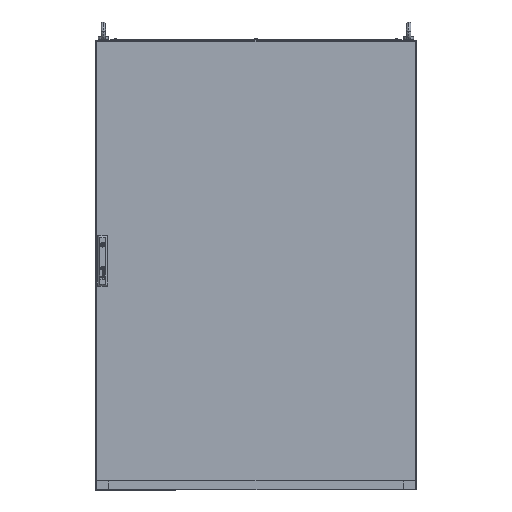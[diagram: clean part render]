
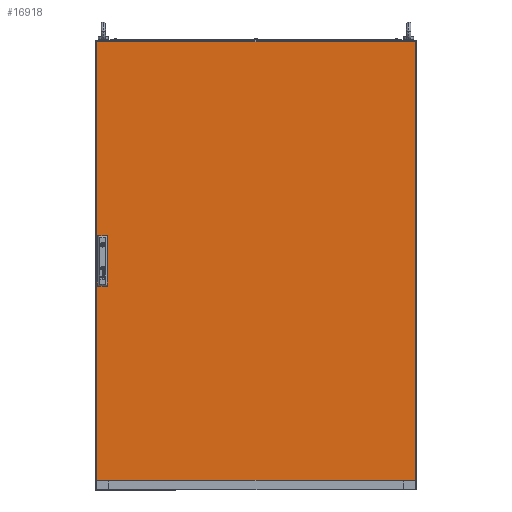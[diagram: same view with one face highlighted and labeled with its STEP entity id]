
A CAD part, top view. The second image highlights one B-rep face of the part: STEP entity #16918.
In plain terms, the highlighted planar face has unit normal (0, 0, 1).
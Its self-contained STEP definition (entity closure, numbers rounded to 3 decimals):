
#6843 = CARTESIAN_POINT ( 'NONE',  ( -497., 697., 0. ) ) ;
#8481 = ORIENTED_EDGE ( 'NONE', *, *, #84094, .F. ) ;
#9385 = LINE ( 'NONE', #150128, #79077 ) ;
#10858 = VERTEX_POINT ( 'NONE', #130156 ) ;
#11418 = EDGE_CURVE ( 'NONE', #24867, #16030, #108521, .T. ) ;
#14841 = VERTEX_POINT ( 'NONE', #53696 ) ;
#15072 = ORIENTED_EDGE ( 'NONE', *, *, #11418, .T. ) ;
#15301 = FACE_BOUND ( 'NONE', #113539, .T. ) ;
#16030 = VERTEX_POINT ( 'NONE', #31080 ) ;
#16040 = EDGE_CURVE ( 'NONE', #120871, #108273, #157666, .T. ) ;
#16440 = VECTOR ( 'NONE', #145986, 1000. ) ;
#16617 = EDGE_CURVE ( 'NONE', #165514, #106889, #46273, .T. ) ;
#16918 = ADVANCED_FACE ( 'NONE', ( #53701, #15301, #66308 ), #104885, .T. ) ;
#18737 = CARTESIAN_POINT ( 'NONE',  ( -465.7, 38.5, 0. ) ) ;
#19348 = AXIS2_PLACEMENT_3D ( 'NONE', #156041, #28628, #79783 ) ;
#23168 = CARTESIAN_POINT ( 'NONE',  ( -465.7, 88.5, 0. ) ) ;
#23392 = DIRECTION ( 'NONE',  ( -1., 0., 0. ) ) ;
#23686 = CARTESIAN_POINT ( 'NONE',  ( -465.7, -11.5, 0. ) ) ;
#24867 = VERTEX_POINT ( 'NONE', #27929 ) ;
#25703 = EDGE_CURVE ( 'NONE', #10858, #121537, #111803, .T. ) ;
#27929 = CARTESIAN_POINT ( 'NONE',  ( 497., -670., 0. ) ) ;
#28078 = LINE ( 'NONE', #106800, #73416 ) ;
#28628 = DIRECTION ( 'NONE',  ( 0., 0., 1. ) ) ;
#30846 = VECTOR ( 'NONE', #119432, 1000. ) ;
#31080 = CARTESIAN_POINT ( 'NONE',  ( 497., 697., 0. ) ) ;
#34891 = EDGE_CURVE ( 'NONE', #108273, #153308, #37624, .T. ) ;
#36829 = DIRECTION ( 'NONE',  ( 0., -1., 0. ) ) ;
#37624 = LINE ( 'NONE', #76227, #99896 ) ;
#38410 = LINE ( 'NONE', #138200, #139928 ) ;
#38486 = CARTESIAN_POINT ( 'NONE',  ( -490.7, -61.5, 0. ) ) ;
#39842 = CARTESIAN_POINT ( 'NONE',  ( -465.7, 88.5, 0. ) ) ;
#40946 = VECTOR ( 'NONE', #93886, 1000. ) ;
#41519 = VECTOR ( 'NONE', #110989, 1000. ) ;
#42758 = CARTESIAN_POINT ( 'NONE',  ( -490.7, 38.5, 0. ) ) ;
#44022 = ORIENTED_EDGE ( 'NONE', *, *, #86607, .T. ) ;
#46273 = LINE ( 'NONE', #18737, #161271 ) ;
#46722 = CARTESIAN_POINT ( 'NONE',  ( -490.7, -61.5, 0. ) ) ;
#48504 = DIRECTION ( 'NONE',  ( 0., 1., 0. ) ) ;
#49722 = ORIENTED_EDGE ( 'NONE', *, *, #152672, .F. ) ;
#53696 = CARTESIAN_POINT ( 'NONE',  ( -490.7, 88.5, 0. ) ) ;
#53701 = FACE_BOUND ( 'NONE', #144899, .T. ) ;
#54546 = LINE ( 'NONE', #6843, #16440 ) ;
#55719 = CARTESIAN_POINT ( 'NONE',  ( 497., 697., 0. ) ) ;
#58592 = VERTEX_POINT ( 'NONE', #140930 ) ;
#60659 = CARTESIAN_POINT ( 'NONE',  ( -465.7, -61.5, 0. ) ) ;
#62719 = ORIENTED_EDGE ( 'NONE', *, *, #25703, .T. ) ;
#66308 = FACE_OUTER_BOUND ( 'NONE', #101180, .T. ) ;
#68731 = CARTESIAN_POINT ( 'NONE',  ( -465.7, 38.5, 0. ) ) ;
#69809 = DIRECTION ( 'NONE',  ( 0., 1., 0. ) ) ;
#73416 = VECTOR ( 'NONE', #145406, 1000. ) ;
#74107 = CARTESIAN_POINT ( 'NONE',  ( -497., 697., 0. ) ) ;
#76227 = CARTESIAN_POINT ( 'NONE',  ( -465.7, -61.5, 0. ) ) ;
#79077 = VECTOR ( 'NONE', #109085, 1000. ) ;
#79783 = DIRECTION ( 'NONE',  ( 1., 0., 0. ) ) ;
#84094 = EDGE_CURVE ( 'NONE', #58592, #120871, #153327, .T. ) ;
#86607 = EDGE_CURVE ( 'NONE', #16030, #10858, #54546, .T. ) ;
#87475 = ORIENTED_EDGE ( 'NONE', *, *, #16040, .F. ) ;
#88011 = ORIENTED_EDGE ( 'NONE', *, *, #122507, .F. ) ;
#88276 = EDGE_CURVE ( 'NONE', #162021, #165514, #28078, .T. ) ;
#89992 = CARTESIAN_POINT ( 'NONE',  ( -490.7, 38.5, 0. ) ) ;
#90976 = DIRECTION ( 'NONE',  ( -1., 0., 0. ) ) ;
#91294 = VECTOR ( 'NONE', #132508, 1000. ) ;
#92607 = CARTESIAN_POINT ( 'NONE',  ( -497., -670., 0. ) ) ;
#93886 = DIRECTION ( 'NONE',  ( 0., -1., 0. ) ) ;
#96366 = CARTESIAN_POINT ( 'NONE',  ( -465.7, -61.5, 0. ) ) ;
#99896 = VECTOR ( 'NONE', #48504, 1000. ) ;
#101180 = EDGE_LOOP ( 'NONE', ( #62719, #114420, #15072, #44022 ) ) ;
#104885 = PLANE ( 'NONE',  #19348 ) ;
#105935 = ORIENTED_EDGE ( 'NONE', *, *, #165603, .F. ) ;
#106800 = CARTESIAN_POINT ( 'NONE',  ( -465.7, 38.5, 0. ) ) ;
#106889 = VERTEX_POINT ( 'NONE', #23168 ) ;
#108273 = VERTEX_POINT ( 'NONE', #60659 ) ;
#108521 = LINE ( 'NONE', #55719, #30846 ) ;
#109085 = DIRECTION ( 'NONE',  ( 1., 0., 0. ) ) ;
#110989 = DIRECTION ( 'NONE',  ( 0., -1., 0. ) ) ;
#111803 = LINE ( 'NONE', #74107, #41519 ) ;
#113539 = EDGE_LOOP ( 'NONE', ( #8481, #49722, #114032, #87475 ) ) ;
#114032 = ORIENTED_EDGE ( 'NONE', *, *, #34891, .F. ) ;
#114420 = ORIENTED_EDGE ( 'NONE', *, *, #136265, .T. ) ;
#119432 = DIRECTION ( 'NONE',  ( 0., 1., 0. ) ) ;
#119856 = LINE ( 'NONE', #42758, #40946 ) ;
#120871 = VERTEX_POINT ( 'NONE', #46722 ) ;
#121537 = VERTEX_POINT ( 'NONE', #92607 ) ;
#122507 = EDGE_CURVE ( 'NONE', #106889, #14841, #157973, .T. ) ;
#123547 = VECTOR ( 'NONE', #90976, 1000. ) ;
#130156 = CARTESIAN_POINT ( 'NONE',  ( -497., 697., 0. ) ) ;
#132466 = ORIENTED_EDGE ( 'NONE', *, *, #88276, .F. ) ;
#132508 = DIRECTION ( 'NONE',  ( 1., 0., 0. ) ) ;
#136265 = EDGE_CURVE ( 'NONE', #121537, #24867, #9385, .T. ) ;
#138200 = CARTESIAN_POINT ( 'NONE',  ( -465.7, -11.5, 0. ) ) ;
#139928 = VECTOR ( 'NONE', #23392, 1000. ) ;
#140930 = CARTESIAN_POINT ( 'NONE',  ( -490.7, -11.5, 0. ) ) ;
#143745 = VECTOR ( 'NONE', #36829, 1000. ) ;
#144899 = EDGE_LOOP ( 'NONE', ( #105935, #88011, #151404, #132466 ) ) ;
#145406 = DIRECTION ( 'NONE',  ( 1., 0., 0. ) ) ;
#145986 = DIRECTION ( 'NONE',  ( -1., 0., 0. ) ) ;
#150128 = CARTESIAN_POINT ( 'NONE',  ( -497., -670., 0. ) ) ;
#151404 = ORIENTED_EDGE ( 'NONE', *, *, #16617, .F. ) ;
#152672 = EDGE_CURVE ( 'NONE', #153308, #58592, #38410, .T. ) ;
#153308 = VERTEX_POINT ( 'NONE', #23686 ) ;
#153327 = LINE ( 'NONE', #38486, #143745 ) ;
#156041 = CARTESIAN_POINT ( 'NONE',  ( 0., 0., 0. ) ) ;
#157666 = LINE ( 'NONE', #96366, #91294 ) ;
#157973 = LINE ( 'NONE', #39842, #123547 ) ;
#161271 = VECTOR ( 'NONE', #69809, 1000. ) ;
#162021 = VERTEX_POINT ( 'NONE', #89992 ) ;
#165514 = VERTEX_POINT ( 'NONE', #68731 ) ;
#165603 = EDGE_CURVE ( 'NONE', #14841, #162021, #119856, .T. ) ;
